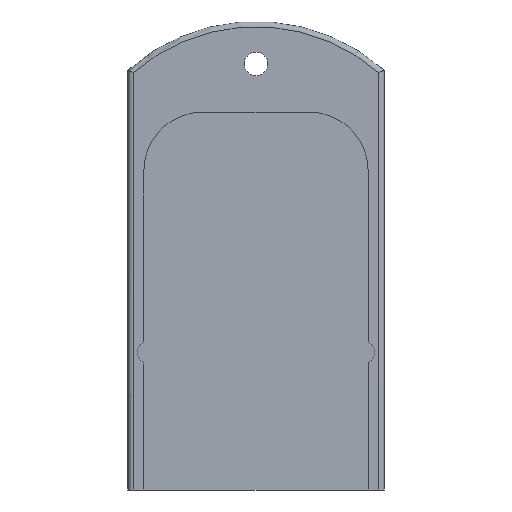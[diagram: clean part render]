
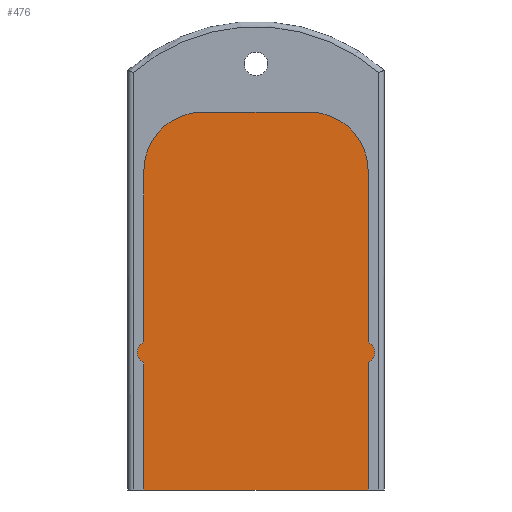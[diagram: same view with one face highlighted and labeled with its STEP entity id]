
A CAD part, front view. The second image highlights one B-rep face of the part: STEP entity #476.
In plain terms, the highlighted planar face has unit normal (0, -1, 0).
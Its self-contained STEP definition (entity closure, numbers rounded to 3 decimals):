
#38=LINE('',#813,#82);
#41=LINE('',#819,#85);
#42=LINE('',#823,#86);
#43=LINE('',#827,#87);
#44=LINE('',#831,#88);
#45=LINE('',#833,#89);
#46=LINE('',#837,#90);
#47=LINE('',#838,#91);
#82=VECTOR('',#621,10.);
#85=VECTOR('',#626,10.);
#86=VECTOR('',#629,10.);
#87=VECTOR('',#632,10.);
#88=VECTOR('',#635,10.);
#89=VECTOR('',#636,10.);
#90=VECTOR('',#639,10.);
#91=VECTOR('',#640,10.);
#137=FACE_OUTER_BOUND('',#166,.T.);
#166=EDGE_LOOP('',(#375,#376,#377,#378,#379,#380,#381,#382,#383,#384,#385,
#386));
#192=CIRCLE('',#530,1.1);
#193=CIRCLE('',#531,5.5);
#194=CIRCLE('',#532,5.5);
#195=CIRCLE('',#533,1.1);
#221=VERTEX_POINT('',#810);
#222=VERTEX_POINT('',#812);
#224=VERTEX_POINT('',#818);
#225=VERTEX_POINT('',#820);
#226=VERTEX_POINT('',#822);
#227=VERTEX_POINT('',#824);
#228=VERTEX_POINT('',#826);
#229=VERTEX_POINT('',#828);
#230=VERTEX_POINT('',#830);
#231=VERTEX_POINT('',#832);
#232=VERTEX_POINT('',#834);
#233=VERTEX_POINT('',#836);
#277=EDGE_CURVE('',#221,#222,#38,.T.);
#280=EDGE_CURVE('',#221,#224,#41,.T.);
#281=EDGE_CURVE('',#224,#225,#192,.T.);
#282=EDGE_CURVE('',#225,#226,#42,.T.);
#283=EDGE_CURVE('',#226,#227,#193,.T.);
#284=EDGE_CURVE('',#227,#228,#43,.T.);
#285=EDGE_CURVE('',#228,#229,#194,.T.);
#286=EDGE_CURVE('',#229,#230,#44,.T.);
#287=EDGE_CURVE('',#230,#231,#45,.T.);
#288=EDGE_CURVE('',#231,#232,#195,.T.);
#289=EDGE_CURVE('',#232,#233,#46,.T.);
#290=EDGE_CURVE('',#233,#222,#47,.T.);
#375=ORIENTED_EDGE('',*,*,#280,.T.);
#376=ORIENTED_EDGE('',*,*,#281,.T.);
#377=ORIENTED_EDGE('',*,*,#282,.T.);
#378=ORIENTED_EDGE('',*,*,#283,.T.);
#379=ORIENTED_EDGE('',*,*,#284,.T.);
#380=ORIENTED_EDGE('',*,*,#285,.T.);
#381=ORIENTED_EDGE('',*,*,#286,.T.);
#382=ORIENTED_EDGE('',*,*,#287,.T.);
#383=ORIENTED_EDGE('',*,*,#288,.T.);
#384=ORIENTED_EDGE('',*,*,#289,.T.);
#385=ORIENTED_EDGE('',*,*,#290,.T.);
#386=ORIENTED_EDGE('',*,*,#277,.F.);
#453=PLANE('',#529);
#476=ADVANCED_FACE('',(#137),#453,.F.);
#529=AXIS2_PLACEMENT_3D('',#817,#624,#625);
#530=AXIS2_PLACEMENT_3D('',#821,#627,#628);
#531=AXIS2_PLACEMENT_3D('',#825,#630,#631);
#532=AXIS2_PLACEMENT_3D('',#829,#633,#634);
#533=AXIS2_PLACEMENT_3D('',#835,#637,#638);
#621=DIRECTION('',(-1.,0.,0.));
#624=DIRECTION('center_axis',(0.,1.,0.));
#625=DIRECTION('ref_axis',(-1.,0.,0.));
#626=DIRECTION('',(0.,0.,1.));
#627=DIRECTION('center_axis',(0.,-1.,0.));
#628=DIRECTION('ref_axis',(-1.,0.,0.));
#629=DIRECTION('',(0.,0.,1.));
#630=DIRECTION('center_axis',(0.,-1.,0.));
#631=DIRECTION('ref_axis',(0.,0.,1.));
#632=DIRECTION('',(-1.,0.,0.));
#633=DIRECTION('center_axis',(0.,-1.,0.));
#634=DIRECTION('ref_axis',(-1.,0.,0.));
#635=DIRECTION('',(0.,0.,-1.));
#636=DIRECTION('',(0.,0.,-1.));
#637=DIRECTION('center_axis',(0.,-1.,0.));
#638=DIRECTION('ref_axis',(-1.,0.,0.));
#639=DIRECTION('',(0.,0.,-1.));
#640=DIRECTION('',(0.,0.,-1.));
#810=CARTESIAN_POINT('',(10.5,32.646,-25.88));
#812=CARTESIAN_POINT('',(-10.5,32.646,-25.88));
#813=CARTESIAN_POINT('',(10.5,32.646,-25.88));
#817=CARTESIAN_POINT('Origin',(0.,32.646,-3.94));
#818=CARTESIAN_POINT('',(10.5,32.646,-13.98));
#819=CARTESIAN_POINT('',(10.5,32.646,-14.1));
#820=CARTESIAN_POINT('',(10.5,32.646,-12.02));
#821=CARTESIAN_POINT('Origin',(10.,32.646,-13.));
#822=CARTESIAN_POINT('',(10.5,32.646,4.));
#823=CARTESIAN_POINT('',(10.5,32.646,-14.1));
#824=CARTESIAN_POINT('',(5.,32.646,9.5));
#825=CARTESIAN_POINT('Origin',(5.,32.646,4.));
#826=CARTESIAN_POINT('',(-5.,32.646,9.5));
#827=CARTESIAN_POINT('',(5.,32.646,9.5));
#828=CARTESIAN_POINT('',(-10.5,32.646,4.));
#829=CARTESIAN_POINT('Origin',(-5.,32.646,4.));
#830=CARTESIAN_POINT('',(-10.5,32.646,-11.9));
#831=CARTESIAN_POINT('',(-10.5,32.646,4.));
#832=CARTESIAN_POINT('',(-10.5,32.646,-12.02));
#833=CARTESIAN_POINT('',(-10.5,32.646,-11.9));
#834=CARTESIAN_POINT('',(-10.5,32.646,-13.98));
#835=CARTESIAN_POINT('Origin',(-10.,32.646,-13.));
#836=CARTESIAN_POINT('',(-10.5,32.646,-14.1));
#837=CARTESIAN_POINT('',(-10.5,32.646,-11.9));
#838=CARTESIAN_POINT('',(-10.5,32.646,-14.1));
